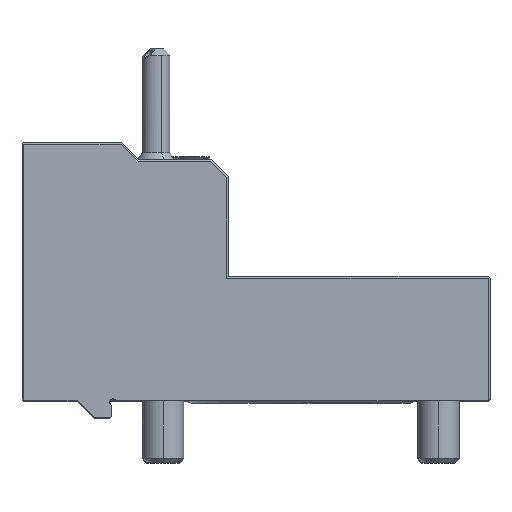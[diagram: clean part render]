
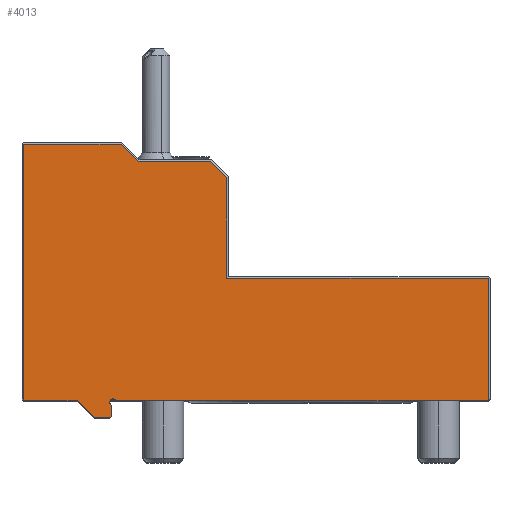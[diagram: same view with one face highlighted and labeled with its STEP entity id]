
A CAD part, top view. The second image highlights one B-rep face of the part: STEP entity #4013.
In plain terms, the highlighted planar face has unit normal (0, 0, 1).
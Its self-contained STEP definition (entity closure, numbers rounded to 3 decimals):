
#5=DIRECTION('',(1.,0.,0.));
#6=VECTOR('',#5,4.5);
#7=CARTESIAN_POINT('',(-5.,0.,50.));
#8=LINE('',#7,#6);
#573=CARTESIAN_POINT('',(0.495,4.505,50.));
#574=DIRECTION('',(0.,0.,-1.));
#575=DIRECTION('',(-0.707,-0.707,0.));
#576=AXIS2_PLACEMENT_3D('',#573,#574,#575);
#578=DIRECTION('',(-0.707,0.707,0.));
#579=VECTOR('',#578,0.3);
#580=CARTESIAN_POINT('',(0.,3.586,50.));
#581=LINE('',#580,#579);
#582=DIRECTION('',(0.,1.,0.));
#583=VECTOR('',#582,3.086);
#584=CARTESIAN_POINT('',(0.,0.5,50.));
#585=LINE('',#584,#583);
#586=DIRECTION('',(0.707,0.707,0.));
#587=VECTOR('',#586,0.707);
#588=CARTESIAN_POINT('',(-0.5,0.,50.));
#589=LINE('',#588,#587);
#590=DIRECTION('',(0.707,-0.707,0.));
#591=VECTOR('',#590,7.071);
#592=CARTESIAN_POINT('',(-10.,5.,50.));
#593=LINE('',#592,#591);
#594=DIRECTION('',(1.,0.,0.));
#595=VECTOR('',#594,15.5);
#596=CARTESIAN_POINT('',(-25.5,5.,50.));
#597=LINE('',#596,#595);
#598=DIRECTION('',(0.,-1.,0.));
#599=VECTOR('',#598,74.5);
#600=CARTESIAN_POINT('',(-25.5,79.5,50.));
#601=LINE('',#600,#599);
#602=DIRECTION('',(1.,0.,0.));
#603=VECTOR('',#602,28.293);
#604=CARTESIAN_POINT('',(-25.5,79.5,50.));
#605=LINE('',#604,#603);
#606=DIRECTION('',(-0.707,0.707,0.));
#607=VECTOR('',#606,7.071);
#608=CARTESIAN_POINT('',(7.793,74.5,50.));
#609=LINE('',#608,#607);
#610=DIRECTION('',(-1.,0.,0.));
#611=VECTOR('',#610,21.);
#612=CARTESIAN_POINT('',(28.793,74.5,50.));
#613=LINE('',#612,#611);
#614=DIRECTION('',(-0.707,0.707,0.));
#615=VECTOR('',#614,6.657);
#616=CARTESIAN_POINT('',(33.5,69.793,50.));
#617=LINE('',#616,#615);
#618=DIRECTION('',(0.,1.,0.));
#619=VECTOR('',#618,29.293);
#620=CARTESIAN_POINT('',(33.5,40.5,50.));
#621=LINE('',#620,#619);
#622=DIRECTION('',(-1.,0.,0.));
#623=VECTOR('',#622,76.);
#624=CARTESIAN_POINT('',(109.5,40.5,50.));
#625=LINE('',#624,#623);
#626=DIRECTION('',(0.,-1.,0.));
#627=VECTOR('',#626,35.5);
#628=CARTESIAN_POINT('',(109.5,40.5,50.));
#629=LINE('',#628,#627);
#630=DIRECTION('',(-1.,0.,0.));
#631=VECTOR('',#630,108.086);
#632=CARTESIAN_POINT('',(109.5,5.,50.));
#633=LINE('',#632,#631);
#634=DIRECTION('',(0.707,-0.707,0.));
#635=VECTOR('',#634,0.3);
#636=CARTESIAN_POINT('',(1.202,5.212,50.));
#637=LINE('',#636,#635);
#3153=CARTESIAN_POINT('',(0.,0.5,50.));
#3155=VERTEX_POINT('',#3153);
#3157=CARTESIAN_POINT('',(-0.5,0.,50.));
#3159=VERTEX_POINT('',#3157);
#3198=CARTESIAN_POINT('',(109.5,5.,50.));
#3199=VERTEX_POINT('',#3198);
#3238=CARTESIAN_POINT('',(109.5,40.5,50.));
#3239=VERTEX_POINT('',#3238);
#3240=CARTESIAN_POINT('',(33.5,40.5,50.));
#3241=VERTEX_POINT('',#3240);
#3246=CARTESIAN_POINT('',(33.5,69.793,50.));
#3247=VERTEX_POINT('',#3246);
#3248=CARTESIAN_POINT('',(28.793,74.5,50.));
#3249=VERTEX_POINT('',#3248);
#3252=CARTESIAN_POINT('',(7.793,74.5,50.));
#3253=VERTEX_POINT('',#3252);
#3256=CARTESIAN_POINT('',(2.793,79.5,50.));
#3257=VERTEX_POINT('',#3256);
#3260=CARTESIAN_POINT('',(-25.5,79.5,50.));
#3262=VERTEX_POINT('',#3260);
#3316=CARTESIAN_POINT('',(-5.,0.,50.));
#3318=VERTEX_POINT('',#3316);
#3336=CARTESIAN_POINT('',(-10.,5.,50.));
#3337=VERTEX_POINT('',#3336);
#3352=CARTESIAN_POINT('',(-25.5,5.,50.));
#3353=VERTEX_POINT('',#3352);
#3406=CARTESIAN_POINT('',(-0.212,3.798,50.));
#3408=VERTEX_POINT('',#3406);
#3414=CARTESIAN_POINT('',(1.202,5.212,50.));
#3415=VERTEX_POINT('',#3414);
#3416=CARTESIAN_POINT('',(1.414,5.,50.));
#3417=VERTEX_POINT('',#3416);
#3418=CARTESIAN_POINT('',(0.,3.586,50.));
#3419=VERTEX_POINT('',#3418);
#3981=CARTESIAN_POINT('',(-26.,0.,50.));
#3982=DIRECTION('',(0.,0.,1.));
#3983=DIRECTION('',(1.,0.,0.));
#3984=AXIS2_PLACEMENT_3D('',#3981,#3982,#3983);
#3985=PLANE('',#3984);
#3986=ORIENTED_EDGE('',*,*,#3839,.F.);
#3987=ORIENTED_EDGE('',*,*,#3818,.F.);
#3988=ORIENTED_EDGE('',*,*,#3803,.F.);
#3989=ORIENTED_EDGE('',*,*,#3788,.F.);
#3990=ORIENTED_EDGE('',*,*,#3735,.F.);
#3991=ORIENTED_EDGE('',*,*,#3756,.F.);
#3992=ORIENTED_EDGE('',*,*,#3927,.F.);
#3994=ORIENTED_EDGE('',*,*,#3993,.F.);
#3996=ORIENTED_EDGE('',*,*,#3995,.T.);
#3998=ORIENTED_EDGE('',*,*,#3997,.F.);
#4000=ORIENTED_EDGE('',*,*,#3999,.F.);
#4002=ORIENTED_EDGE('',*,*,#4001,.F.);
#4004=ORIENTED_EDGE('',*,*,#4003,.F.);
#4006=ORIENTED_EDGE('',*,*,#4005,.F.);
#4008=ORIENTED_EDGE('',*,*,#4007,.T.);
#4009=ORIENTED_EDGE('',*,*,#3879,.T.);
#4010=ORIENTED_EDGE('',*,*,#3868,.F.);
#4011=EDGE_LOOP('',(#3986,#3987,#3988,#3989,#3990,#3991,#3992,#3994,#3996,#3998,
#4000,#4002,#4004,#4006,#4008,#4009,#4010));
#4012=FACE_OUTER_BOUND('',#4011,.F.);
#577=CIRCLE('',#576,1.);
#3735=EDGE_CURVE('',#3318,#3159,#8,.T.);
#3756=EDGE_CURVE('',#3337,#3318,#593,.T.);
#3788=EDGE_CURVE('',#3159,#3155,#589,.T.);
#3803=EDGE_CURVE('',#3155,#3419,#585,.T.);
#3818=EDGE_CURVE('',#3419,#3408,#581,.T.);
#3839=EDGE_CURVE('',#3408,#3415,#577,.T.);
#3868=EDGE_CURVE('',#3415,#3417,#637,.T.);
#3879=EDGE_CURVE('',#3199,#3417,#633,.T.);
#3927=EDGE_CURVE('',#3353,#3337,#597,.T.);
#3993=EDGE_CURVE('',#3262,#3353,#601,.T.);
#3995=EDGE_CURVE('',#3262,#3257,#605,.T.);
#3997=EDGE_CURVE('',#3253,#3257,#609,.T.);
#3999=EDGE_CURVE('',#3249,#3253,#613,.T.);
#4001=EDGE_CURVE('',#3247,#3249,#617,.T.);
#4003=EDGE_CURVE('',#3241,#3247,#621,.T.);
#4005=EDGE_CURVE('',#3239,#3241,#625,.T.);
#4007=EDGE_CURVE('',#3239,#3199,#629,.T.);
#4013=ADVANCED_FACE('',(#4012),#3985,.T.);
